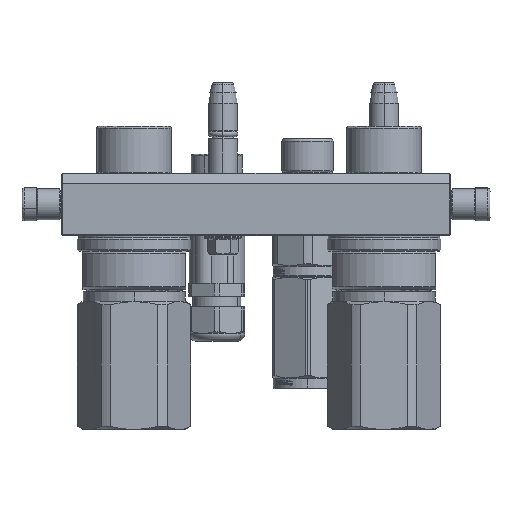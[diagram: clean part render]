
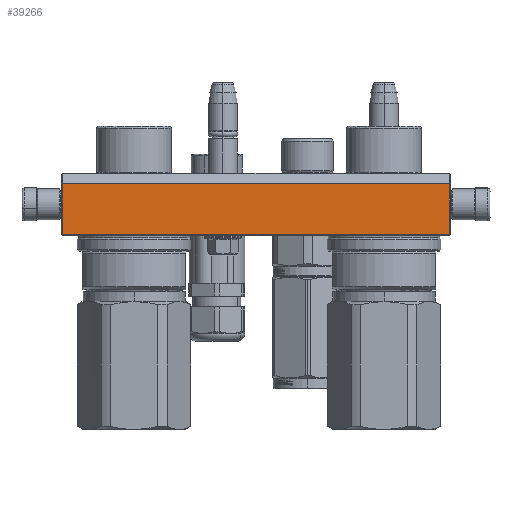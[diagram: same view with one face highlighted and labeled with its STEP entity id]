
A CAD part, left-side view. The second image highlights one B-rep face of the part: STEP entity #39266.
In plain terms, the highlighted face is planar.
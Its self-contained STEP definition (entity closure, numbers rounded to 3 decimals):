
#3018 = VECTOR ( 'NONE', #68288, 1000. ) ;
#3747 = AXIS2_PLACEMENT_3D ( 'NONE', #15090, #37323, #63280 ) ;
#4511 = PLANE ( 'NONE',  #3747 ) ;
#5909 = EDGE_CURVE ( 'NONE', #40750, #21796, #20366, .T. ) ;
#6078 = LINE ( 'NONE', #43365, #60574 ) ;
#7724 = ORIENTED_EDGE ( 'NONE', *, *, #58851, .F. ) ;
#10545 = EDGE_LOOP ( 'NONE', ( #50795, #7724, #16058, #29585 ) ) ;
#11971 = DIRECTION ( 'NONE',  ( 0., 1., 0. ) ) ;
#12219 = VERTEX_POINT ( 'NONE', #24497 ) ;
#12366 = CARTESIAN_POINT ( 'NONE',  ( 93.5, 5., -45. ) ) ;
#15090 = CARTESIAN_POINT ( 'NONE',  ( 94., 0., -45. ) ) ;
#16058 = ORIENTED_EDGE ( 'NONE', *, *, #5909, .F. ) ;
#18766 = CARTESIAN_POINT ( 'NONE',  ( 93.5, 5., -45. ) ) ;
#20366 = LINE ( 'NONE', #42232, #3018 ) ;
#21796 = VERTEX_POINT ( 'NONE', #43517 ) ;
#24497 = CARTESIAN_POINT ( 'NONE',  ( -93.5, 5., -45. ) ) ;
#27098 = CARTESIAN_POINT ( 'NONE',  ( -93.5, 29.5, -45. ) ) ;
#29585 = ORIENTED_EDGE ( 'NONE', *, *, #66459, .T. ) ;
#30175 = VECTOR ( 'NONE', #33749, 1000. ) ;
#33749 = DIRECTION ( 'NONE',  ( -1., 0., 0. ) ) ;
#33786 = FACE_OUTER_BOUND ( 'NONE', #10545, .T. ) ;
#36576 = EDGE_CURVE ( 'NONE', #12219, #68016, #6078, .T. ) ;
#37323 = DIRECTION ( 'NONE',  ( 0., 0., -1. ) ) ;
#39266 = ADVANCED_FACE ( 'NONE', ( #33786 ), #4511, .T. ) ;
#40750 = VERTEX_POINT ( 'NONE', #12366 ) ;
#42232 = CARTESIAN_POINT ( 'NONE',  ( 93.5, 5., -45. ) ) ;
#43365 = CARTESIAN_POINT ( 'NONE',  ( -93.5, 5., -45. ) ) ;
#43517 = CARTESIAN_POINT ( 'NONE',  ( 93.5, 29.5, -45. ) ) ;
#44118 = DIRECTION ( 'NONE',  ( -1., 0., 0. ) ) ;
#44949 = LINE ( 'NONE', #18766, #66403 ) ;
#50795 = ORIENTED_EDGE ( 'NONE', *, *, #36576, .T. ) ;
#58176 = LINE ( 'NONE', #59078, #30175 ) ;
#58851 = EDGE_CURVE ( 'NONE', #21796, #68016, #58176, .T. ) ;
#59078 = CARTESIAN_POINT ( 'NONE',  ( 93.5, 29.5, -45. ) ) ;
#60574 = VECTOR ( 'NONE', #11971, 1000. ) ;
#63280 = DIRECTION ( 'NONE',  ( -1., 0., 0. ) ) ;
#66403 = VECTOR ( 'NONE', #44118, 1000. ) ;
#66459 = EDGE_CURVE ( 'NONE', #40750, #12219, #44949, .T. ) ;
#68016 = VERTEX_POINT ( 'NONE', #27098 ) ;
#68288 = DIRECTION ( 'NONE',  ( 0., 1., 0. ) ) ;
